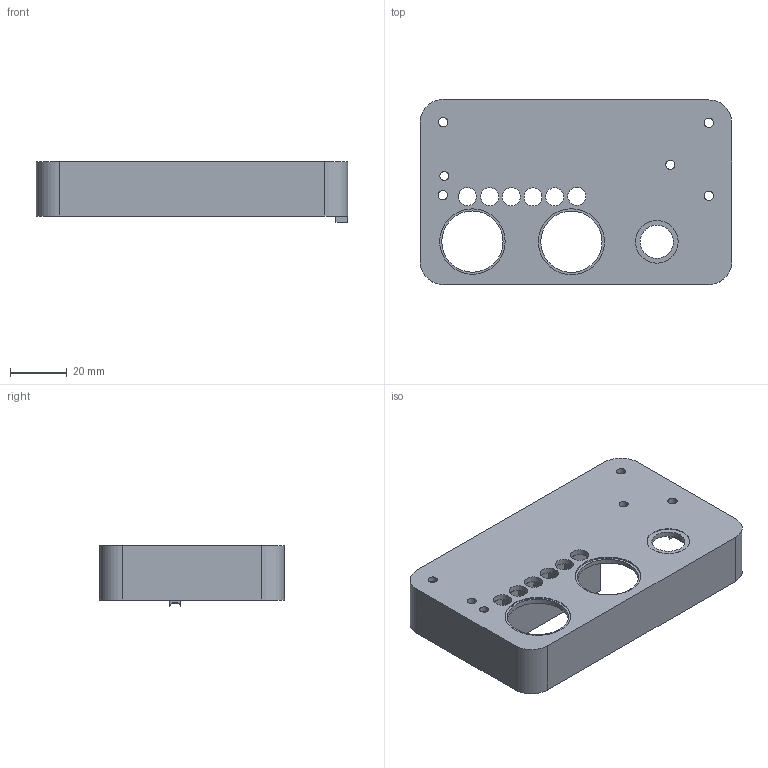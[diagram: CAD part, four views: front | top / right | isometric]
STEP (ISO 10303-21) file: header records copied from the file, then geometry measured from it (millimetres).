
FILE_DESCRIPTION(/* description */ (''),/* implementation_level */ '2;1');
FILE_NAME(/* name */ 'BYH_DONGLE_TOP.step',/* time_stamp */ '2025-05-29T21:21:55-07:00',/* author */ (''),/* organization */ (''),/* preprocessor_version */ 'ST-DEVELOPER v20.1',/* originating_system */ 'Autodesk Translation Framework v14.4.0.0',/* authorisation */ '');
FILE_SCHEMA (('AUTOMOTIVE_DESIGN { 1 0 10303 214 3 1 1 }'));
Length unit declared in the file: millimetre
Products named in the file (1): TopCase
Bounding box: 109.3 x 64.94 x 21.16 mm (x, y, z)
Volume: 31973.5 mm3; surface area: 28146.1 mm2
Topology: 1 solids, 1 shells, 121 faces, 333 edges, 222 vertices
Faces by surface type: plane 86, cylinder 33, bspline 2
Full cylindrical faces by diameter (mm): 3.18 x2, 3.25 x4, 6.35 x4, 11.7 x1, 15 x1, 21.5 x2, 23 x1, 23.165 x1
Entity records: 4118 total; most frequent: CARTESIAN_POINT 904, ORIENTED_EDGE 666, DIRECTION 627, EDGE_CURVE 333, LINE 253, VECTOR 253, VERTEX_POINT 222, AXIS2_PLACEMENT_3D 187
